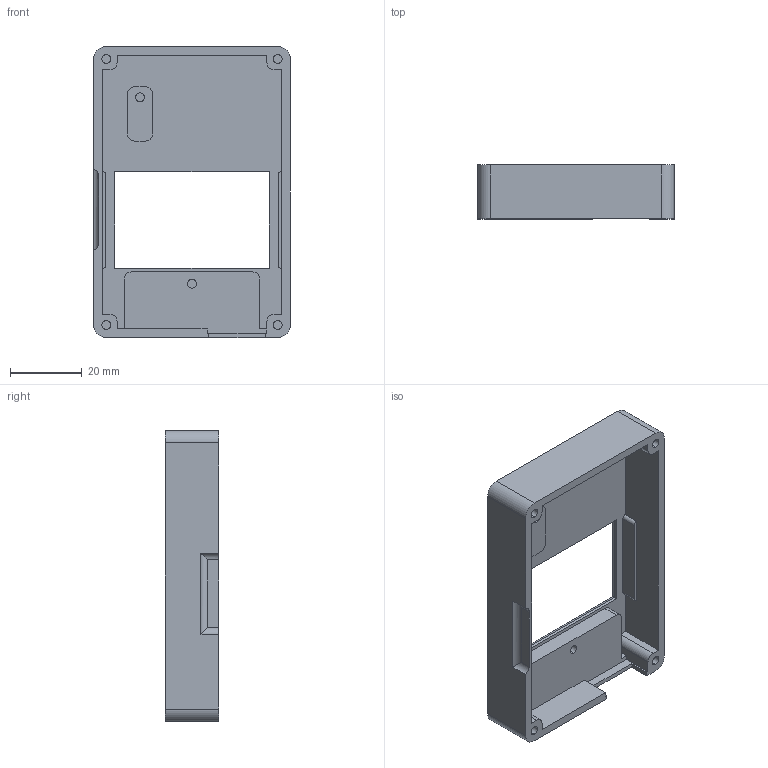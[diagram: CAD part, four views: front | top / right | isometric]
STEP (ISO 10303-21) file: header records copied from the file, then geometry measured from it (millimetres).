
FILE_DESCRIPTION (( 'STEP AP214' ), '1' );
FILE_NAME ('case_bottom.STEP', '2017-09-20T10:24:54', ( '' ), ( '' ), 'SwSTEP 2.0', 'SolidWorks 2016', '' );
FILE_SCHEMA (( 'AUTOMOTIVE_DESIGN' ));
Length unit declared in the file: millimetre
Products named in the file (1): case_bottom
Bounding box: 54.8 x 15 x 81.2 mm (x, y, z)
Volume: 18184.2 mm3; surface area: 14496.3 mm2
Topology: 1 solids, 1 shells, 86 faces, 227 edges, 150 vertices
Faces by surface type: plane 49, cylinder 37
Entity records: 2699 total; most frequent: CARTESIAN_POINT 482, DIRECTION 457, ORIENTED_EDGE 454, EDGE_CURVE 227, VECTOR 159, LINE 159, VERTEX_POINT 150, AXIS2_PLACEMENT_3D 149
